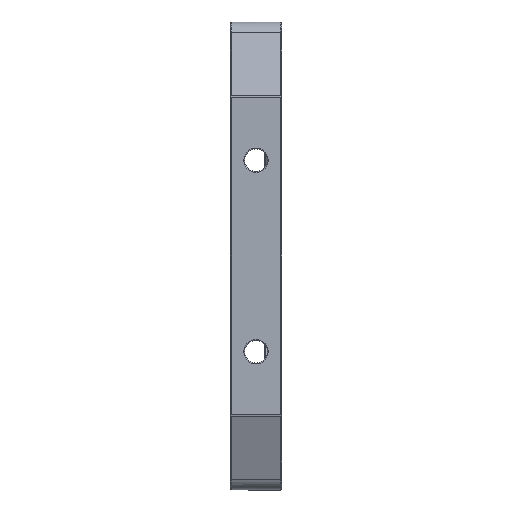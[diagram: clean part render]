
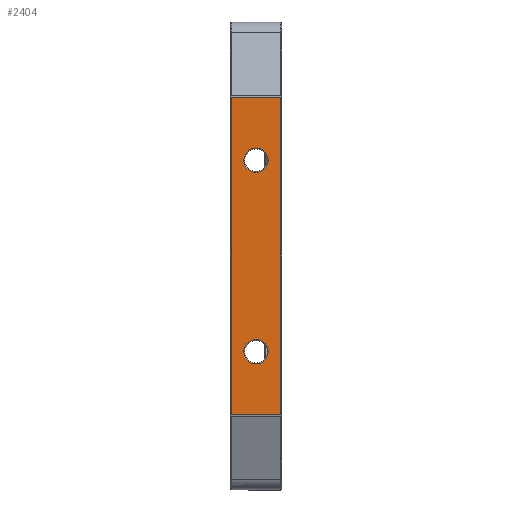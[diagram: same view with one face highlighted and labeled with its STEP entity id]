
A CAD part, front view. The second image highlights one B-rep face of the part: STEP entity #2404.
In plain terms, the highlighted planar face has unit normal (0, -1, 0).
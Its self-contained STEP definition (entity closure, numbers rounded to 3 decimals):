
#17=FACE_BOUND('',#417,.T.);
#18=FACE_BOUND('',#418,.T.);
#117=CIRCLE('',#2619,2.85);
#125=CIRCLE('',#2633,2.85);
#252=FACE_OUTER_BOUND('',#416,.T.);
#416=EDGE_LOOP('',(#1890,#1891,#1892,#1893));
#417=EDGE_LOOP('',(#1894));
#418=EDGE_LOOP('',(#1895));
#640=LINE('',#3894,#898);
#641=LINE('',#3896,#899);
#642=LINE('',#3898,#900);
#643=LINE('',#3899,#901);
#898=VECTOR('',#3164,10.);
#899=VECTOR('',#3165,10.);
#900=VECTOR('',#3166,10.);
#901=VECTOR('',#3167,10.);
#1124=VERTEX_POINT('',#3843);
#1132=VERTEX_POINT('',#3871);
#1139=VERTEX_POINT('',#3892);
#1140=VERTEX_POINT('',#3893);
#1141=VERTEX_POINT('',#3895);
#1142=VERTEX_POINT('',#3897);
#1376=EDGE_CURVE('',#1124,#1124,#117,.T.);
#1390=EDGE_CURVE('',#1132,#1132,#125,.T.);
#1399=EDGE_CURVE('',#1139,#1140,#640,.T.);
#1400=EDGE_CURVE('',#1141,#1139,#641,.T.);
#1401=EDGE_CURVE('',#1142,#1141,#642,.T.);
#1402=EDGE_CURVE('',#1140,#1142,#643,.T.);
#1890=ORIENTED_EDGE('',*,*,#1399,.F.);
#1891=ORIENTED_EDGE('',*,*,#1400,.F.);
#1892=ORIENTED_EDGE('',*,*,#1401,.F.);
#1893=ORIENTED_EDGE('',*,*,#1402,.F.);
#1894=ORIENTED_EDGE('',*,*,#1390,.F.);
#1895=ORIENTED_EDGE('',*,*,#1376,.F.);
#2263=PLANE('',#2639);
#2404=ADVANCED_FACE('',(#252,#17,#18),#2263,.F.);
#2619=AXIS2_PLACEMENT_3D('',#3845,#3110,#3111);
#2633=AXIS2_PLACEMENT_3D('',#3873,#3144,#3145);
#2639=AXIS2_PLACEMENT_3D('',#3891,#3162,#3163);
#3110=DIRECTION('center_axis',(0.,-1.,0.));
#3111=DIRECTION('ref_axis',(-1.,0.,0.));
#3144=DIRECTION('center_axis',(0.,-1.,0.));
#3145=DIRECTION('ref_axis',(-1.,0.,0.));
#3162=DIRECTION('center_axis',(0.,1.,0.));
#3163=DIRECTION('ref_axis',(1.,0.,0.));
#3164=DIRECTION('',(0.,0.,-1.));
#3165=DIRECTION('',(1.,0.,0.));
#3166=DIRECTION('',(0.,0.,1.));
#3167=DIRECTION('',(-1.,0.,0.));
#3843=CARTESIAN_POINT('',(8.85,1.,-65.));
#3845=CARTESIAN_POINT('Origin',(6.,1.,-65.));
#3871=CARTESIAN_POINT('',(8.85,1.,-20.));
#3873=CARTESIAN_POINT('Origin',(6.,1.,-20.));
#3891=CARTESIAN_POINT('Origin',(6.,1.,-42.5));
#3892=CARTESIAN_POINT('',(11.8,1.,-5.2));
#3893=CARTESIAN_POINT('',(11.8,1.,-79.8));
#3894=CARTESIAN_POINT('',(11.8,1.,-23.75));
#3895=CARTESIAN_POINT('',(0.2,1.,-5.2));
#3896=CARTESIAN_POINT('',(9.,1.,-5.2));
#3897=CARTESIAN_POINT('',(0.2,1.,-79.8));
#3898=CARTESIAN_POINT('',(0.2,1.,-61.25));
#3899=CARTESIAN_POINT('',(9.,1.,-79.8));
